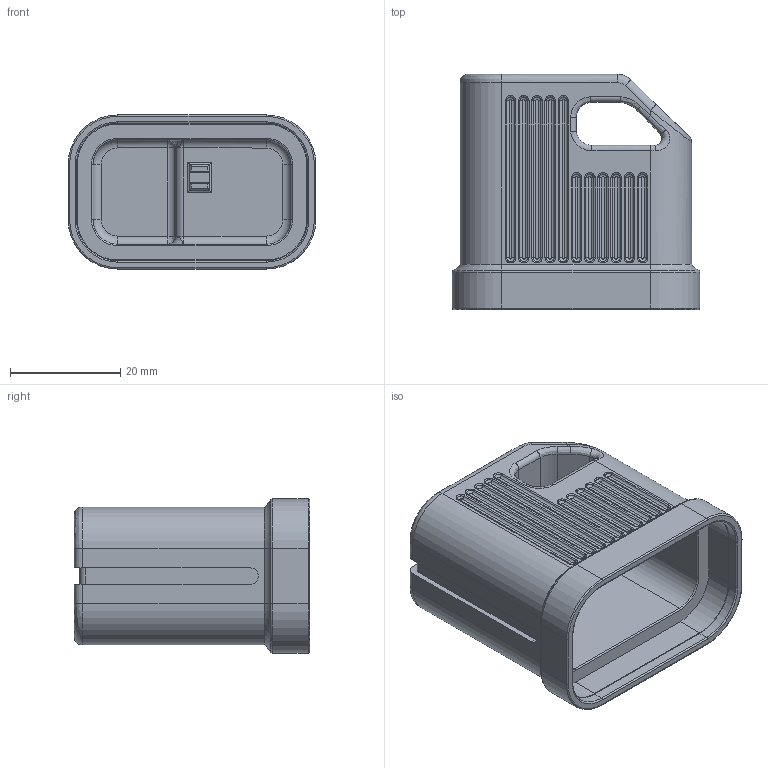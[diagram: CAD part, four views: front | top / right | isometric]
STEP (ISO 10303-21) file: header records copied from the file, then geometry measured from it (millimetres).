
FILE_DESCRIPTION(/* description */ (''),/* implementation_level */ '2;1');
FILE_NAME(/* name */ 'Waterproof_Housing_Top v20.step',/* time_stamp */ '2019-06-26T12:05:51+02:00',/* author */ (''),/* organization */ (''),/* preprocessor_version */ 'ST-DEVELOPER v18',/* originating_system */ 'Autodesk Translation Framework v8.2.0.1029',/* authorisation */ '');
FILE_SCHEMA (('AUTOMOTIVE_DESIGN { 1 0 10303 214 3 1 1 }'));
Length unit declared in the file: millimetre
Products named in the file (1): Waterproof_Housing_Top
Bounding box: 45.01 x 42.75 x 28.01 mm (x, y, z)
Volume: 16331.5 mm3; surface area: 12004.9 mm2
Topology: 1 solids, 1 shells, 436 faces, 1012 edges, 600 vertices
Faces by surface type: cylinder 161, bspline 149, plane 79, torus 47
Entity records: 17257 total; most frequent: CARTESIAN_POINT 7764, ORIENTED_EDGE 2020, DIRECTION 1906, EDGE_CURVE 1010, AXIS2_PLACEMENT_3D 769, VERTEX_POINT 600, EDGE_LOOP 462, CIRCLE 461
